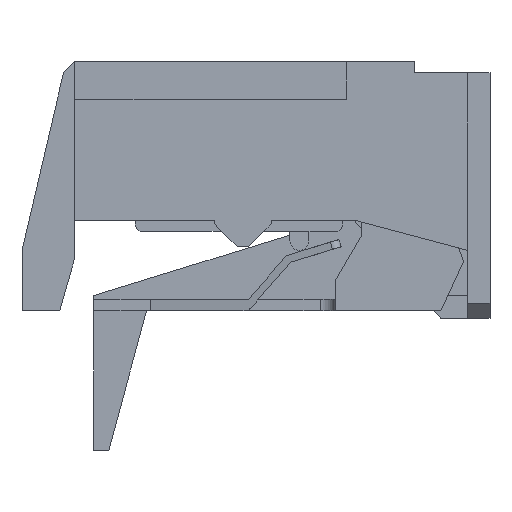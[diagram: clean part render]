
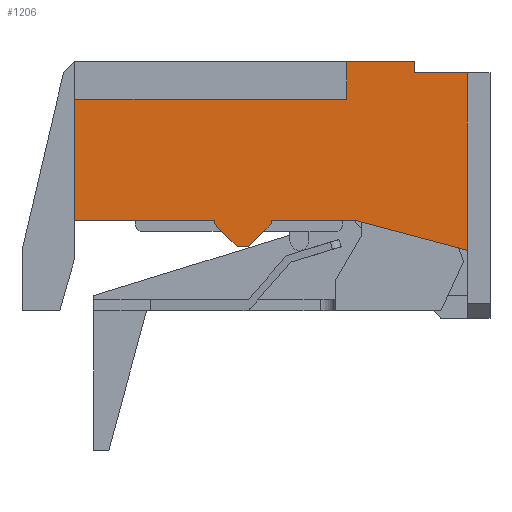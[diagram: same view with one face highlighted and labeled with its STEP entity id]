
A CAD part, left-side view. The second image highlights one B-rep face of the part: STEP entity #1206.
In plain terms, the highlighted planar face has unit normal (-1, 0, 0).
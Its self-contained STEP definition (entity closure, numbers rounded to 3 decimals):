
#248 = EDGE_LOOP ( 'NONE', ( #1287, #1288, #1289, #1290, #1291, #1292, #1293, #1294, #1295, #1296, #1297, #1298, #1299, #1300, #1301 ) ) ;
#737 = EDGE_CURVE ( 'NONE', #5516, #5374, #1615, .T. ) ;
#739 = EDGE_CURVE ( 'NONE', #5373, #7092, #1625, .T. ) ;
#740 = EDGE_CURVE ( 'NONE', #5514, #5516, #1627, .T. ) ;
#741 = EDGE_CURVE ( 'NONE', #5518, #5517, #1629, .T. ) ;
#742 = EDGE_CURVE ( 'NONE', #5520, #5521, #1620, .T. ) ;
#743 = EDGE_CURVE ( 'NONE', #5521, #5474, #1633, .T. ) ;
#745 = EDGE_CURVE ( 'NONE', #5522, #5473, #1637, .T. ) ;
#747 = EDGE_CURVE ( 'NONE', #5522, #5515, #1641, .T. ) ;
#885 = EDGE_CURVE ( 'NONE', #5517, #7090, #1888, .T. ) ;
#886 = EDGE_CURVE ( 'NONE', #5514, #5515, #1890, .T. ) ;
#887 = EDGE_CURVE ( 'NONE', #5519, #5520, #1869, .T. ) ;
#910 = EDGE_CURVE ( 'NONE', #5474, #5473, #1912, .T. ) ;
#956 = EDGE_CURVE ( 'NONE', #5519, #5518, #2017, .T. ) ;
#1206 = ADVANCED_FACE ( 'NONE', ( #2316 ), #3232, .F. ) ;
#1287 = ORIENTED_EDGE ( 'NONE', *, *, #886, .F. ) ;
#1288 = ORIENTED_EDGE ( 'NONE', *, *, #740, .T. ) ;
#1289 = ORIENTED_EDGE ( 'NONE', *, *, #737, .T. ) ;
#1290 = ORIENTED_EDGE ( 'NONE', *, *, #6707, .T. ) ;
#1291 = ORIENTED_EDGE ( 'NONE', *, *, #739, .T. ) ;
#1292 = ORIENTED_EDGE ( 'NONE', *, *, #6684, .F. ) ;
#1293 = ORIENTED_EDGE ( 'NONE', *, *, #885, .F. ) ;
#1294 = ORIENTED_EDGE ( 'NONE', *, *, #741, .F. ) ;
#1295 = ORIENTED_EDGE ( 'NONE', *, *, #956, .F. ) ;
#1296 = ORIENTED_EDGE ( 'NONE', *, *, #887, .T. ) ;
#1297 = ORIENTED_EDGE ( 'NONE', *, *, #742, .T. ) ;
#1298 = ORIENTED_EDGE ( 'NONE', *, *, #743, .T. ) ;
#1299 = ORIENTED_EDGE ( 'NONE', *, *, #910, .T. ) ;
#1300 = ORIENTED_EDGE ( 'NONE', *, *, #745, .F. ) ;
#1301 = ORIENTED_EDGE ( 'NONE', *, *, #747, .T. ) ;
#1615 = LINE ( 'NONE', #7395, #1621 ) ;
#1620 = LINE ( 'NONE', #7399, #1631 ) ;
#1621 = VECTOR ( 'NONE', #7398, 1000. ) ;
#1625 = LINE ( 'NONE', #7401, #1626 ) ;
#1626 = VECTOR ( 'NONE', #7402, 1000. ) ;
#1627 = LINE ( 'NONE', #7403, #1628 ) ;
#1628 = VECTOR ( 'NONE', #7404, 1000. ) ;
#1629 = LINE ( 'NONE', #7405, #1630 ) ;
#1630 = VECTOR ( 'NONE', #7406, 1000. ) ;
#1631 = VECTOR ( 'NONE', #7408, 1000. ) ;
#1633 = LINE ( 'NONE', #7409, #1634 ) ;
#1634 = VECTOR ( 'NONE', #7410, 1000. ) ;
#1637 = LINE ( 'NONE', #7413, #1638 ) ;
#1638 = VECTOR ( 'NONE', #7414, 1000. ) ;
#1641 = LINE ( 'NONE', #7417, #1642 ) ;
#1642 = VECTOR ( 'NONE', #7418, 1000. ) ;
#1869 = LINE ( 'NONE', #7684, #1892 ) ;
#1888 = LINE ( 'NONE', #7690, #1889 ) ;
#1889 = VECTOR ( 'NONE', #7691, 1000. ) ;
#1890 = LINE ( 'NONE', #7693, #1891 ) ;
#1891 = VECTOR ( 'NONE', #7694, 1000. ) ;
#1892 = VECTOR ( 'NONE', #7696, 1000. ) ;
#1912 = LINE ( 'NONE', #7745, #1913 ) ;
#1913 = VECTOR ( 'NONE', #7746, 1000. ) ;
#2017 = LINE ( 'NONE', #7838, #2022 ) ;
#2022 = VECTOR ( 'NONE', #7843, 1000. ) ;
#2316 = FACE_OUTER_BOUND ( 'NONE', #248, .T. ) ;
#3227 = CARTESIAN_POINT ( 'NONE',  ( 0., 0., 21. ) ) ;
#3232 = PLANE ( 'NONE',  #4084 ) ;
#3237 = DIRECTION ( 'NONE',  ( 1., 0., 0. ) ) ;
#3238 = DIRECTION ( 'NONE',  ( 0., 0., -1. ) ) ;
#3439 = CARTESIAN_POINT ( 'NONE',  ( 0., 18., 0. ) ) ;
#3440 = CARTESIAN_POINT ( 'NONE',  ( 0., 29., 0. ) ) ;
#3539 = CARTESIAN_POINT ( 'NONE',  ( 0., 36.5, 0. ) ) ;
#3540 = CARTESIAN_POINT ( 'NONE',  ( 0., 55., 0. ) ) ;
#3580 = CARTESIAN_POINT ( 'NONE',  ( 0., 32., -3.5 ) ) ;
#3581 = CARTESIAN_POINT ( 'NONE',  ( 0., 33.5, -3.5 ) ) ;
#3582 = CARTESIAN_POINT ( 'NONE',  ( 0., 29., -0.5 ) ) ;
#3583 = CARTESIAN_POINT ( 'NONE',  ( 0., 10., 19.5 ) ) ;
#3584 = CARTESIAN_POINT ( 'NONE',  ( 0., 10., 21. ) ) ;
#3585 = CARTESIAN_POINT ( 'NONE',  ( 0., 19., 21. ) ) ;
#3586 = CARTESIAN_POINT ( 'NONE',  ( 0., 19., 16. ) ) ;
#3587 = CARTESIAN_POINT ( 'NONE',  ( 0., 55., 16. ) ) ;
#3588 = CARTESIAN_POINT ( 'NONE',  ( 0., 36.5, -0.5 ) ) ;
#4084 = AXIS2_PLACEMENT_3D ( 'NONE', #3227, #3237, #3238 ) ;
#4500 = LINE ( 'NONE', #5079, #4521 ) ;
#4521 = VECTOR ( 'NONE', #5082, 1000. ) ;
#4566 = LINE ( 'NONE', #5127, #4567 ) ;
#4567 = VECTOR ( 'NONE', #5128, 1000. ) ;
#5079 = CARTESIAN_POINT ( 'NONE',  ( 0., 3., 21. ) ) ;
#5082 = DIRECTION ( 'NONE',  ( 0., 0., -1. ) ) ;
#5127 = CARTESIAN_POINT ( 'NONE',  ( 0., 0., 0. ) ) ;
#5128 = DIRECTION ( 'NONE',  ( 0., -1., 0. ) ) ;
#5170 = CARTESIAN_POINT ( 'NONE',  ( 0., 3., 19.5 ) ) ;
#5194 = CARTESIAN_POINT ( 'NONE',  ( 0., 3., -4. ) ) ;
#5373 = VERTEX_POINT ( 'NONE', #3439 ) ;
#5374 = VERTEX_POINT ( 'NONE', #3440 ) ;
#5473 = VERTEX_POINT ( 'NONE', #3539 ) ;
#5474 = VERTEX_POINT ( 'NONE', #3540 ) ;
#5514 = VERTEX_POINT ( 'NONE', #3580 ) ;
#5515 = VERTEX_POINT ( 'NONE', #3581 ) ;
#5516 = VERTEX_POINT ( 'NONE', #3582 ) ;
#5517 = VERTEX_POINT ( 'NONE', #3583 ) ;
#5518 = VERTEX_POINT ( 'NONE', #3584 ) ;
#5519 = VERTEX_POINT ( 'NONE', #3585 ) ;
#5520 = VERTEX_POINT ( 'NONE', #3586 ) ;
#5521 = VERTEX_POINT ( 'NONE', #3587 ) ;
#5522 = VERTEX_POINT ( 'NONE', #3588 ) ;
#6684 = EDGE_CURVE ( 'NONE', #7090, #7092, #4500, .T. ) ;
#6707 = EDGE_CURVE ( 'NONE', #5374, #5373, #4566, .T. ) ;
#7090 = VERTEX_POINT ( 'NONE', #5170 ) ;
#7092 = VERTEX_POINT ( 'NONE', #5194 ) ;
#7395 = CARTESIAN_POINT ( 'NONE',  ( 0., 29., -3.5 ) ) ;
#7398 = DIRECTION ( 'NONE',  ( 0., 0., 1. ) ) ;
#7399 = CARTESIAN_POINT ( 'NONE',  ( 0., 0., 16. ) ) ;
#7401 = CARTESIAN_POINT ( 'NONE',  ( 0., 18., 0. ) ) ;
#7402 = DIRECTION ( 'NONE',  ( 0., -0.966, -0.258 ) ) ;
#7403 = CARTESIAN_POINT ( 'NONE',  ( 0., 32., -3.5 ) ) ;
#7404 = DIRECTION ( 'NONE',  ( 0., -0.707, 0.707 ) ) ;
#7405 = CARTESIAN_POINT ( 'NONE',  ( 0., 10., 21. ) ) ;
#7406 = DIRECTION ( 'NONE',  ( 0., 0., -1. ) ) ;
#7408 = DIRECTION ( 'NONE',  ( 0., 1., 0. ) ) ;
#7409 = CARTESIAN_POINT ( 'NONE',  ( 0., 55., 21. ) ) ;
#7410 = DIRECTION ( 'NONE',  ( 0., 0., -1. ) ) ;
#7413 = CARTESIAN_POINT ( 'NONE',  ( 0., 36.5, -3.5 ) ) ;
#7414 = DIRECTION ( 'NONE',  ( 0., 0., 1. ) ) ;
#7417 = CARTESIAN_POINT ( 'NONE',  ( 0., 33.5, -3.5 ) ) ;
#7418 = DIRECTION ( 'NONE',  ( 0., -0.707, -0.707 ) ) ;
#7684 = CARTESIAN_POINT ( 'NONE',  ( 0., 19., 21. ) ) ;
#7690 = CARTESIAN_POINT ( 'NONE',  ( 0., 0., 19.5 ) ) ;
#7691 = DIRECTION ( 'NONE',  ( 0., -1., 0. ) ) ;
#7693 = CARTESIAN_POINT ( 'NONE',  ( 0., 29., -3.5 ) ) ;
#7694 = DIRECTION ( 'NONE',  ( 0., 1., 0. ) ) ;
#7696 = DIRECTION ( 'NONE',  ( 0., 0., -1. ) ) ;
#7745 = CARTESIAN_POINT ( 'NONE',  ( 0., 0., 0. ) ) ;
#7746 = DIRECTION ( 'NONE',  ( 0., -1., 0. ) ) ;
#7838 = CARTESIAN_POINT ( 'NONE',  ( 0., 0., 21. ) ) ;
#7843 = DIRECTION ( 'NONE',  ( 0., -1., 0. ) ) ;
